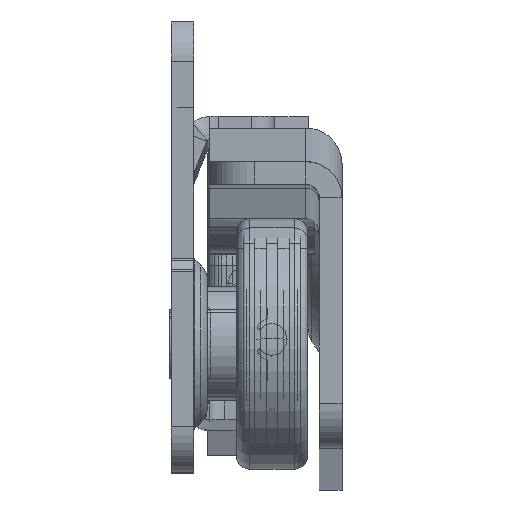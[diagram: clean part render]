
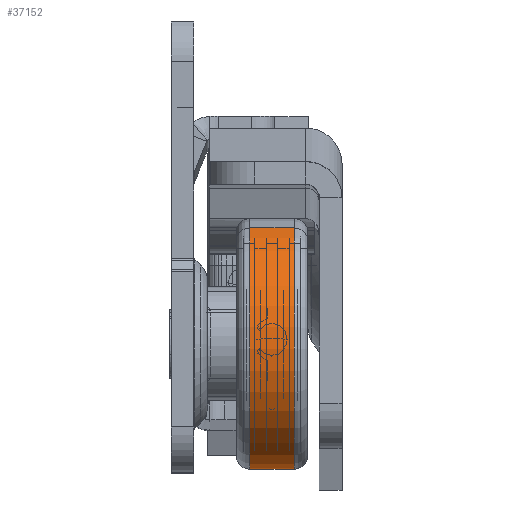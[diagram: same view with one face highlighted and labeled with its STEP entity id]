
A CAD part, top view. The second image highlights one B-rep face of the part: STEP entity #37152.
In plain terms, the highlighted cylindrical face has radius 11 mm (diameter 22 mm), a partial arc.
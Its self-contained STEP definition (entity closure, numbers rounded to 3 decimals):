
#134 = CIRCLE ( 'NONE', #3830, 11. ) ;
#710 = EDGE_CURVE ( 'NONE', #34840, #21813, #42950, .T. ) ;
#2877 = DIRECTION ( 'NONE',  ( -1., 0., 0. ) ) ;
#2970 = CARTESIAN_POINT ( 'NONE',  ( 0., 0., -11. ) ) ;
#3830 = AXIS2_PLACEMENT_3D ( 'NONE', #55218, #56096, #21779 ) ;
#5761 = ORIENTED_EDGE ( 'NONE', *, *, #50309, .F. ) ;
#6745 = CARTESIAN_POINT ( 'NONE',  ( 1.2, 0., -11. ) ) ;
#7531 = CARTESIAN_POINT ( 'NONE',  ( 5.1, 0., -11. ) ) ;
#7705 = CIRCLE ( 'NONE', #24424, 11. ) ;
#9746 = CARTESIAN_POINT ( 'NONE',  ( 5.1, 0., 11. ) ) ;
#9987 = DIRECTION ( 'NONE',  ( 0., 0., 1. ) ) ;
#12745 = VERTEX_POINT ( 'NONE', #6745 ) ;
#12898 = EDGE_LOOP ( 'NONE', ( #46719, #33118, #5761, #30054 ) ) ;
#18597 = FACE_OUTER_BOUND ( 'NONE', #12898, .T. ) ;
#18693 = DIRECTION ( 'NONE',  ( -1., 0., 0. ) ) ;
#20050 = EDGE_CURVE ( 'NONE', #34840, #41582, #134, .T. ) ;
#21779 = DIRECTION ( 'NONE',  ( 0., 0., 1. ) ) ;
#21813 = VERTEX_POINT ( 'NONE', #24225 ) ;
#23035 = CARTESIAN_POINT ( 'NONE',  ( 1.2, 0., 0. ) ) ;
#23754 = AXIS2_PLACEMENT_3D ( 'NONE', #40664, #49158, #35453 ) ;
#24225 = CARTESIAN_POINT ( 'NONE',  ( 1.2, 0., 11. ) ) ;
#24424 = AXIS2_PLACEMENT_3D ( 'NONE', #23035, #18693, #9987 ) ;
#25126 = VECTOR ( 'NONE', #2877, 1000. ) ;
#30054 = ORIENTED_EDGE ( 'NONE', *, *, #710, .F. ) ;
#33118 = ORIENTED_EDGE ( 'NONE', *, *, #33670, .T. ) ;
#33670 = EDGE_CURVE ( 'NONE', #41582, #12745, #51516, .T. ) ;
#34840 = VERTEX_POINT ( 'NONE', #9746 ) ;
#35453 = DIRECTION ( 'NONE',  ( 0., 0., 1. ) ) ;
#37152 = ADVANCED_FACE ( 'NONE', ( #18597 ), #57285, .T. ) ;
#37704 = CARTESIAN_POINT ( 'NONE',  ( 0., 0., 11. ) ) ;
#38397 = DIRECTION ( 'NONE',  ( -1., 0., 0. ) ) ;
#40664 = CARTESIAN_POINT ( 'NONE',  ( 0., 0., 0. ) ) ;
#41582 = VERTEX_POINT ( 'NONE', #7531 ) ;
#42950 = LINE ( 'NONE', #37704, #25126 ) ;
#46719 = ORIENTED_EDGE ( 'NONE', *, *, #20050, .T. ) ;
#49158 = DIRECTION ( 'NONE',  ( -1., 0., 0. ) ) ;
#50309 = EDGE_CURVE ( 'NONE', #21813, #12745, #7705, .T. ) ;
#51516 = LINE ( 'NONE', #2970, #56791 ) ;
#55218 = CARTESIAN_POINT ( 'NONE',  ( 5.1, 0., 0. ) ) ;
#56096 = DIRECTION ( 'NONE',  ( -1., 0., 0. ) ) ;
#56791 = VECTOR ( 'NONE', #38397, 1000. ) ;
#57285 = CYLINDRICAL_SURFACE ( 'NONE', #23754, 11. ) ;
